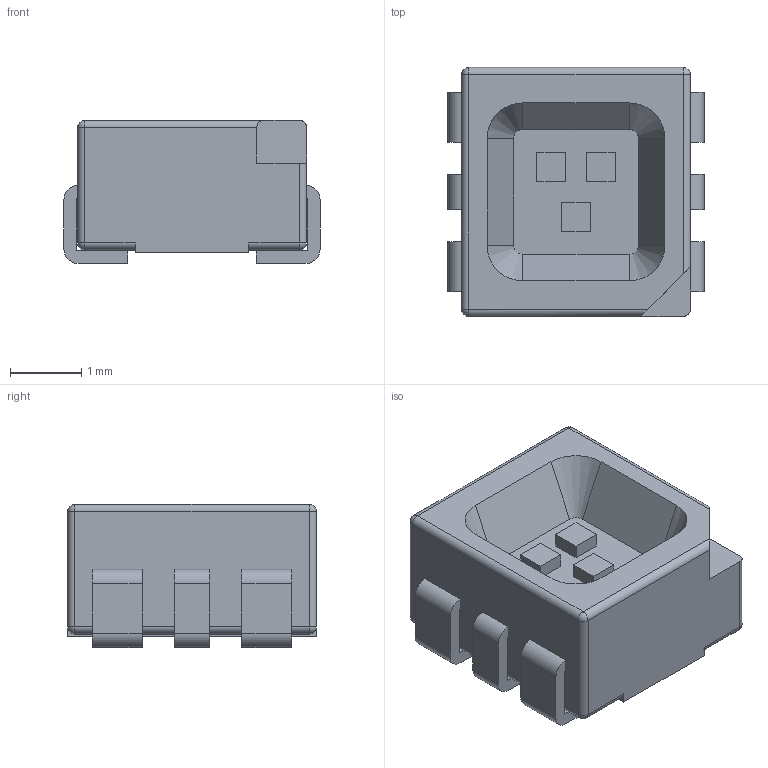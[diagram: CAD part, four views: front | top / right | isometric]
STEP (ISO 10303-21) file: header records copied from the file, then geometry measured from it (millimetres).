
FILE_DESCRIPTION (( 'STEP AP214' ), '1' );
FILE_NAME ('FB999193-70B1-4C71-B59C-CDFA0F8B05C4.STEP', '2023-09-24T10:04:43', ( '' ), ( '' ), 'SwSTEP 2.0', 'SolidWorks 2022', '' );
FILE_SCHEMA (( 'AUTOMOTIVE_DESIGN' ));
Length unit declared in the file: millimetre
Products named in the file (1): FB999193-70B1-4C71-B59C-CDFA0F8B05C4
Bounding box: 3.6 x 3.5 x 2.01 mm (x, y, z)
Volume: 19.6 mm3; surface area: 87.4 mm2
Topology: 2 solids, 2 shells, 277 faces, 748 edges, 487 vertices
Faces by surface type: plane 135, bspline 93, cylinder 38, sphere 7, cone 4
Entity records: 15635 total; most frequent: CARTESIAN_POINT 6749, ORIENTED_EDGE 1482, DIRECTION 1005, EDGE_CURVE 741, VERTEX_POINT 487, LINE 471, VECTOR 471, EDGE_LOOP 296
